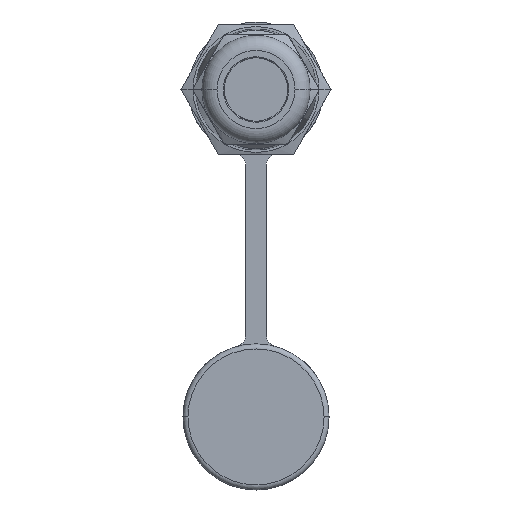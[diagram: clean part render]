
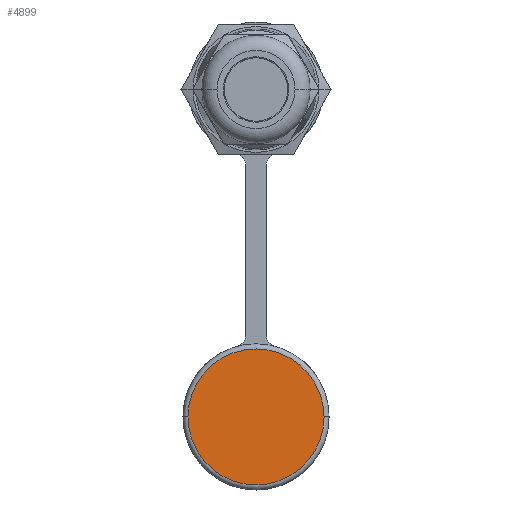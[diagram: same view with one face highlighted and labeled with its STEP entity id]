
A CAD part, left-side view. The second image highlights one B-rep face of the part: STEP entity #4899.
In plain terms, the highlighted planar face has unit normal (-1, 0, 0).
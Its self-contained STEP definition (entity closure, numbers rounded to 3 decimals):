
#600=CARTESIAN_POINT('',(-3.5,0.,-65.));
#601=DIRECTION('',(-1.,0.,0.));
#602=DIRECTION('',(0.,-1.,-0.006));
#603=AXIS2_PLACEMENT_3D('',#600,#601,#602);
#620=CARTESIAN_POINT('',(-3.5,0.,-65.));
#621=DIRECTION('',(1.,0.,0.));
#622=DIRECTION('',(0.,1.,0.006));
#623=AXIS2_PLACEMENT_3D('',#620,#621,#622);
#625=CARTESIAN_POINT('',(-3.5,0.,-65.));
#626=DIRECTION('',(1.,0.,0.));
#627=DIRECTION('',(0.,-1.,-0.006));
#628=AXIS2_PLACEMENT_3D('',#625,#626,#627);
#630=CARTESIAN_POINT('',(-3.5,0.,-65.));
#631=DIRECTION('',(-1.,0.,0.));
#632=DIRECTION('',(0.,1.,0.006));
#633=AXIS2_PLACEMENT_3D('',#630,#631,#632);
#4057=CARTESIAN_POINT('',(-3.5,-13.5,-65.082));
#4058=CARTESIAN_POINT('',(-3.5,13.5,-65.002));
#4059=VERTEX_POINT('',#4057);
#4060=VERTEX_POINT('',#4058);
#4061=CARTESIAN_POINT('',(-3.5,-13.5,-64.998));
#4062=VERTEX_POINT('',#4061);
#4063=CARTESIAN_POINT('',(-3.5,13.5,-64.918));
#4064=VERTEX_POINT('',#4063);
#4886=CARTESIAN_POINT('',(-3.5,0.,-65.));
#4887=DIRECTION('',(1.,0.,0.));
#4888=DIRECTION('',(0.,-1.,0.));
#4889=AXIS2_PLACEMENT_3D('',#4886,#4887,#4888);
#4890=PLANE('',#4889);
#4892=ORIENTED_EDGE('',*,*,#4891,.F.);
#4894=ORIENTED_EDGE('',*,*,#4893,.T.);
#4895=ORIENTED_EDGE('',*,*,#4875,.F.);
#4896=ORIENTED_EDGE('',*,*,#4873,.T.);
#4897=EDGE_LOOP('',(#4892,#4894,#4895,#4896));
#4898=FACE_OUTER_BOUND('',#4897,.F.);
#4899=ADVANCED_FACE('',(#4898),#4890,.F.);
#604=CIRCLE('',#603,13.5);
#624=CIRCLE('',#623,13.5);
#629=CIRCLE('',#628,13.5);
#634=CIRCLE('',#633,13.5);
#4873=EDGE_CURVE('',#4059,#4060,#629,.T.);
#4875=EDGE_CURVE('',#4059,#4062,#604,.T.);
#4891=EDGE_CURVE('',#4064,#4060,#634,.T.);
#4893=EDGE_CURVE('',#4064,#4062,#624,.T.);
